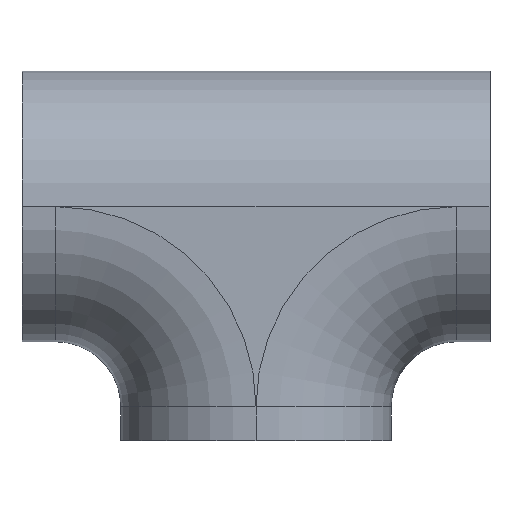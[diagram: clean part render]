
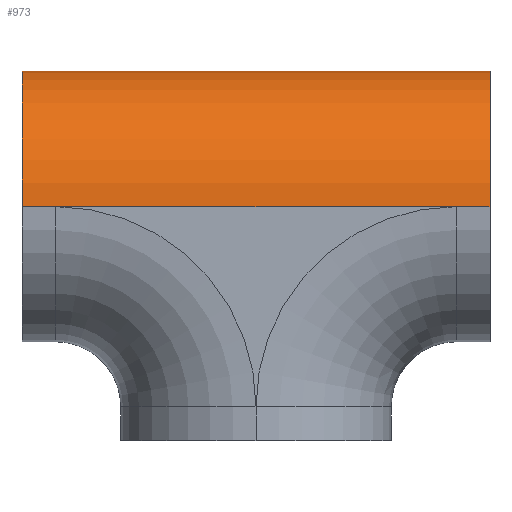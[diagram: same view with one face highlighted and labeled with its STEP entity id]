
A CAD part, front view. The second image highlights one B-rep face of the part: STEP entity #973.
In plain terms, the highlighted cylindrical face has radius 52 mm (diameter 104 mm), a partial arc.
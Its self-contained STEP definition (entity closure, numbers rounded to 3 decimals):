
#1 = CARTESIAN_POINT ( 'NONE',  ( 90., 0., 0. ) ) ;
#20 = DIRECTION ( 'NONE',  ( 0., 0., -1. ) ) ;
#40 = CARTESIAN_POINT ( 'NONE',  ( 90., -52., 0. ) ) ;
#41 = CARTESIAN_POINT ( 'NONE',  ( -90., -52., 0. ) ) ;
#46 = EDGE_CURVE ( 'NONE', #792, #252, #452, .T. ) ;
#54 = ORIENTED_EDGE ( 'NONE', *, *, #780, .F. ) ;
#110 = CARTESIAN_POINT ( 'NONE',  ( -90., 0., 52. ) ) ;
#162 = VERTEX_POINT ( 'NONE', #40 ) ;
#182 = AXIS2_PLACEMENT_3D ( 'NONE', #833, #669, #20 ) ;
#252 = VERTEX_POINT ( 'NONE', #449 ) ;
#290 = EDGE_LOOP ( 'NONE', ( #728, #643, #600, #54, #989, #340 ) ) ;
#291 = DIRECTION ( 'NONE',  ( 1., 0., 0. ) ) ;
#312 = CIRCLE ( 'NONE', #950, 52. ) ;
#340 = ORIENTED_EDGE ( 'NONE', *, *, #606, .F. ) ;
#348 = VECTOR ( 'NONE', #291, 1000. ) ;
#350 = DIRECTION ( 'NONE',  ( -1., 0., 0. ) ) ;
#365 = CARTESIAN_POINT ( 'NONE',  ( -90., -52., 0. ) ) ;
#376 = VERTEX_POINT ( 'NONE', #729 ) ;
#445 = CARTESIAN_POINT ( 'NONE',  ( -90., 0., 52. ) ) ;
#449 = CARTESIAN_POINT ( 'NONE',  ( -90., -52., 0. ) ) ;
#452 = LINE ( 'NONE', #41, #683 ) ;
#465 = FACE_OUTER_BOUND ( 'NONE', #290, .T. ) ;
#467 = CIRCLE ( 'NONE', #182, 52. ) ;
#503 = DIRECTION ( 'NONE',  ( 0., 0., 1. ) ) ;
#595 = DIRECTION ( 'NONE',  ( -1., 0., 0. ) ) ;
#596 = LINE ( 'NONE', #110, #1011 ) ;
#597 = CARTESIAN_POINT ( 'NONE',  ( -77., -52., 0. ) ) ;
#600 = ORIENTED_EDGE ( 'NONE', *, *, #46, .F. ) ;
#606 = EDGE_CURVE ( 'NONE', #972, #162, #312, .T. ) ;
#637 = CYLINDRICAL_SURFACE ( 'NONE', #902, 52. ) ;
#643 = ORIENTED_EDGE ( 'NONE', *, *, #652, .F. ) ;
#652 = EDGE_CURVE ( 'NONE', #252, #790, #467, .T. ) ;
#669 = DIRECTION ( 'NONE',  ( -1., 0., 0. ) ) ;
#675 = DIRECTION ( 'NONE',  ( -1., 0., 0. ) ) ;
#683 = VECTOR ( 'NONE', #675, 1000. ) ;
#688 = EDGE_CURVE ( 'NONE', #972, #790, #596, .T. ) ;
#695 = CARTESIAN_POINT ( 'NONE',  ( -90., -52., 0. ) ) ;
#702 = CARTESIAN_POINT ( 'NONE',  ( -90., 0., 0. ) ) ;
#728 = ORIENTED_EDGE ( 'NONE', *, *, #688, .T. ) ;
#729 = CARTESIAN_POINT ( 'NONE',  ( 77., -52., 0. ) ) ;
#753 = EDGE_CURVE ( 'NONE', #376, #162, #996, .T. ) ;
#780 = EDGE_CURVE ( 'NONE', #376, #792, #931, .T. ) ;
#790 = VERTEX_POINT ( 'NONE', #445 ) ;
#792 = VERTEX_POINT ( 'NONE', #597 ) ;
#799 = CARTESIAN_POINT ( 'NONE',  ( 90., 0., 52. ) ) ;
#809 = DIRECTION ( 'NONE',  ( 1., 0., 0. ) ) ;
#813 = VECTOR ( 'NONE', #595, 1000. ) ;
#833 = CARTESIAN_POINT ( 'NONE',  ( -90., 0., 0. ) ) ;
#902 = AXIS2_PLACEMENT_3D ( 'NONE', #702, #809, #1049 ) ;
#931 = LINE ( 'NONE', #695, #813 ) ;
#950 = AXIS2_PLACEMENT_3D ( 'NONE', #1, #985, #503 ) ;
#972 = VERTEX_POINT ( 'NONE', #799 ) ;
#973 = ADVANCED_FACE ( 'NONE', ( #465 ), #637, .T. ) ;
#985 = DIRECTION ( 'NONE',  ( 1., 0., 0. ) ) ;
#989 = ORIENTED_EDGE ( 'NONE', *, *, #753, .T. ) ;
#996 = LINE ( 'NONE', #365, #348 ) ;
#1011 = VECTOR ( 'NONE', #350, 1000. ) ;
#1049 = DIRECTION ( 'NONE',  ( 0., 0., -1. ) ) ;
